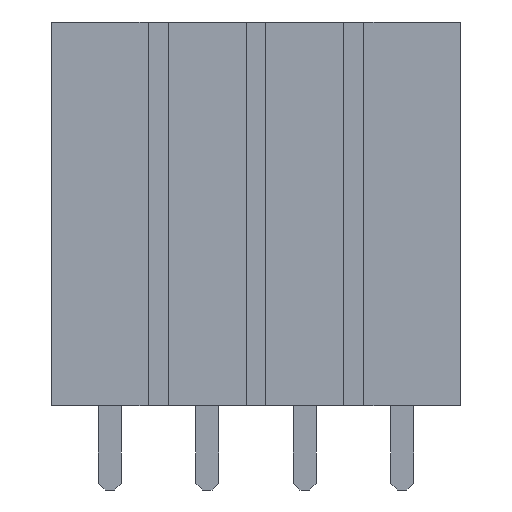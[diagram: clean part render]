
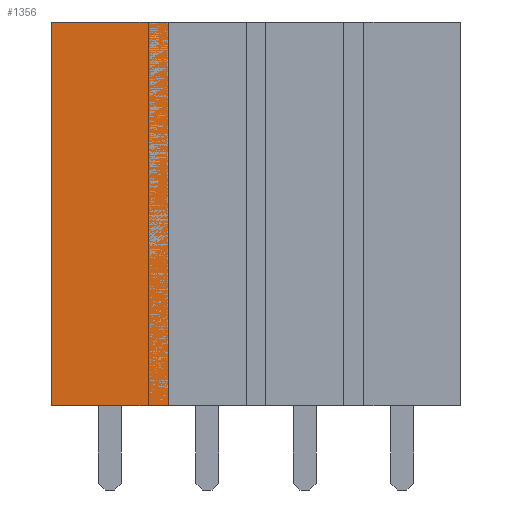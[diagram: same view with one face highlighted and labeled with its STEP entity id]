
A CAD part, front view. The second image highlights one B-rep face of the part: STEP entity #1356.
In plain terms, the highlighted planar face has unit normal (0, -1, 0).
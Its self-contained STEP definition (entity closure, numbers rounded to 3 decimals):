
#26 = ORIENTED_EDGE ( 'NONE', *, *, #2073, .T. ) ;
#202 = VERTEX_POINT ( 'NONE', #443 ) ;
#209 = VERTEX_POINT ( 'NONE', #421 ) ;
#421 = CARTESIAN_POINT ( 'NONE',  ( -1.52, -1.27, 0. ) ) ;
#428 = EDGE_LOOP ( 'NONE', ( #932, #1298, #2432, #26 ) ) ;
#441 = VECTOR ( 'NONE', #1525, 1000. ) ;
#443 = CARTESIAN_POINT ( 'NONE',  ( -1.52, -1.27, 10. ) ) ;
#536 = DIRECTION ( 'NONE',  ( 0., 0., 1. ) ) ;
#626 = CARTESIAN_POINT ( 'NONE',  ( 1.52, -1.27, 0. ) ) ;
#687 = VECTOR ( 'NONE', #1583, 1000. ) ;
#748 = LINE ( 'NONE', #2221, #2226 ) ;
#928 = VERTEX_POINT ( 'NONE', #999 ) ;
#932 = ORIENTED_EDGE ( 'NONE', *, *, #1442, .T. ) ;
#973 = EDGE_CURVE ( 'NONE', #928, #2287, #1045, .T. ) ;
#999 = CARTESIAN_POINT ( 'NONE',  ( 1.52, -1.27, 10. ) ) ;
#1045 = LINE ( 'NONE', #626, #687 ) ;
#1094 = DIRECTION ( 'NONE',  ( -1., 0., 0. ) ) ;
#1107 = VECTOR ( 'NONE', #2094, 1000. ) ;
#1298 = ORIENTED_EDGE ( 'NONE', *, *, #1399, .F. ) ;
#1356 = ADVANCED_FACE ( 'NONE', ( #1623 ), #1699, .F. ) ;
#1399 = EDGE_CURVE ( 'NONE', #2287, #209, #2138, .T. ) ;
#1442 = EDGE_CURVE ( 'NONE', #202, #209, #2510, .T. ) ;
#1525 = DIRECTION ( 'NONE',  ( 0., 0., -1. ) ) ;
#1583 = DIRECTION ( 'NONE',  ( 0., 0., -1. ) ) ;
#1623 = FACE_OUTER_BOUND ( 'NONE', #428, .T. ) ;
#1699 = PLANE ( 'NONE',  #2369 ) ;
#1724 = CARTESIAN_POINT ( 'NONE',  ( 1.52, -1.27, 0. ) ) ;
#2073 = EDGE_CURVE ( 'NONE', #928, #202, #748, .T. ) ;
#2094 = DIRECTION ( 'NONE',  ( -1., 0., 0. ) ) ;
#2138 = LINE ( 'NONE', #1724, #1107 ) ;
#2221 = CARTESIAN_POINT ( 'NONE',  ( 1.52, -1.27, 10. ) ) ;
#2226 = VECTOR ( 'NONE', #1094, 1000. ) ;
#2287 = VERTEX_POINT ( 'NONE', #2289 ) ;
#2289 = CARTESIAN_POINT ( 'NONE',  ( 1.52, -1.27, 0. ) ) ;
#2369 = AXIS2_PLACEMENT_3D ( 'NONE', #2467, #2475, #536 ) ;
#2432 = ORIENTED_EDGE ( 'NONE', *, *, #973, .F. ) ;
#2467 = CARTESIAN_POINT ( 'NONE',  ( 1.52, -1.27, 0. ) ) ;
#2475 = DIRECTION ( 'NONE',  ( 0., 1., 0. ) ) ;
#2507 = CARTESIAN_POINT ( 'NONE',  ( -1.52, -1.27, 0. ) ) ;
#2510 = LINE ( 'NONE', #2507, #441 ) ;
